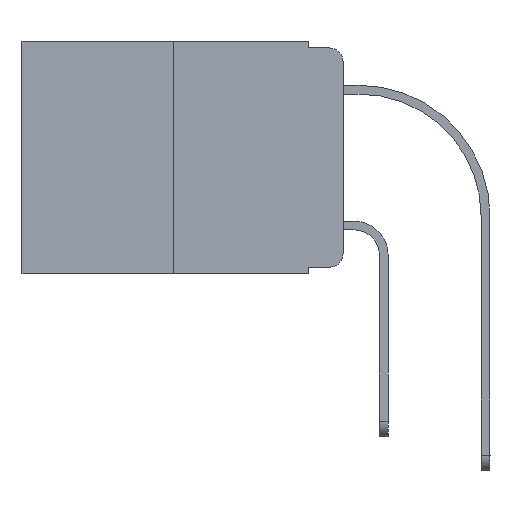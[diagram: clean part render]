
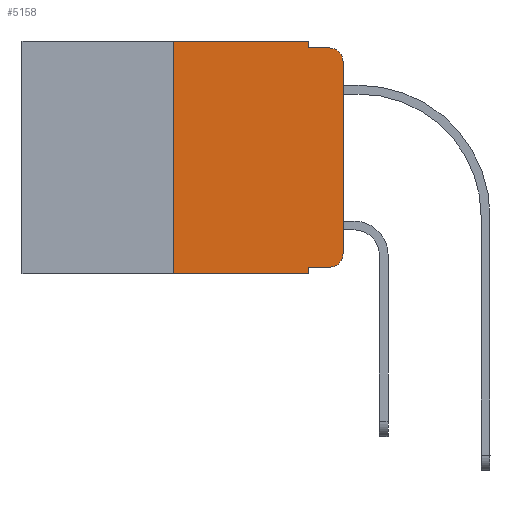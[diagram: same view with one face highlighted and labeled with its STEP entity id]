
A CAD part, left-side view. The second image highlights one B-rep face of the part: STEP entity #5158.
In plain terms, the highlighted planar face has unit normal (-1, 0, 0).
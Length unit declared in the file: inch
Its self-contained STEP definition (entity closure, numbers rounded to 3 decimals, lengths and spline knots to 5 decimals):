
#27 = ORIENTED_EDGE ( 'NONE', *, *, #1649, .T. ) ;
#147 = CARTESIAN_POINT ( 'NONE',  ( 0., 0.25, 0. ) ) ;
#336 = VERTEX_POINT ( 'NONE', #14627 ) ;
#392 = CARTESIAN_POINT ( 'NONE',  ( 0., 0., 0. ) ) ;
#560 = CARTESIAN_POINT ( 'NONE',  ( 0., 0.25, 0. ) ) ;
#610 = CARTESIAN_POINT ( 'NONE',  ( 0., 0.25, -0.343 ) ) ;
#996 = LINE ( 'NONE', #9641, #17496 ) ;
#1117 = VERTEX_POINT ( 'NONE', #16295 ) ;
#1257 = CARTESIAN_POINT ( 'NONE',  ( 0., 0.051, -0.01 ) ) ;
#1270 = DIRECTION ( 'NONE',  ( 0., 0., -1. ) ) ;
#1436 = CARTESIAN_POINT ( 'NONE',  ( 0., 0.473, -0.343 ) ) ;
#1506 = CARTESIAN_POINT ( 'NONE',  ( 0., 0.02, -0.333 ) ) ;
#1649 = EDGE_CURVE ( 'NONE', #14746, #4907, #11504, .T. ) ;
#1809 = DIRECTION ( 'NONE',  ( 0., 0., 1. ) ) ;
#2246 = DIRECTION ( 'NONE',  ( 0., -1., 0. ) ) ;
#2626 = CARTESIAN_POINT ( 'NONE',  ( 0., 0.473, 0. ) ) ;
#3181 = VERTEX_POINT ( 'NONE', #9963 ) ;
#3419 = VERTEX_POINT ( 'NONE', #14032 ) ;
#4427 = CARTESIAN_POINT ( 'NONE',  ( 0., 0.051, 0. ) ) ;
#4470 = ORIENTED_EDGE ( 'NONE', *, *, #16221, .T. ) ;
#4907 = VERTEX_POINT ( 'NONE', #16219 ) ;
#5001 = DIRECTION ( 'NONE',  ( 0., 0., -1. ) ) ;
#5093 = DIRECTION ( 'NONE',  ( -1., 0., 0. ) ) ;
#5158 = ADVANCED_FACE ( 'NONE', ( #11441 ), #15920, .F. ) ;
#6307 = VERTEX_POINT ( 'NONE', #147 ) ;
#6399 = DIRECTION ( 'NONE',  ( 0., 0., 1. ) ) ;
#6487 = VECTOR ( 'NONE', #8748, 39.37008 ) ;
#6657 = CARTESIAN_POINT ( 'NONE',  ( 0., 0.02, -0.01 ) ) ;
#6761 = VERTEX_POINT ( 'NONE', #1506 ) ;
#6855 = CARTESIAN_POINT ( 'NONE',  ( 0., 0.051, 0. ) ) ;
#7403 = VECTOR ( 'NONE', #1809, 39.37008 ) ;
#7613 = EDGE_LOOP ( 'NONE', ( #18559, #8887, #10954, #15103, #13648, #18633, #27, #9627, #4470, #18238 ) ) ;
#7639 = AXIS2_PLACEMENT_3D ( 'NONE', #2626, #17171, #1270 ) ;
#8038 = AXIS2_PLACEMENT_3D ( 'NONE', #12552, #5093, #5001 ) ;
#8737 = EDGE_CURVE ( 'NONE', #6307, #11822, #13635, .T. ) ;
#8748 = DIRECTION ( 'NONE',  ( 0., 0., -1. ) ) ;
#8887 = ORIENTED_EDGE ( 'NONE', *, *, #14461, .T. ) ;
#9627 = ORIENTED_EDGE ( 'NONE', *, *, #14811, .F. ) ;
#9641 = CARTESIAN_POINT ( 'NONE',  ( 0., 0.051, -0.333 ) ) ;
#9963 = CARTESIAN_POINT ( 'NONE',  ( 0., 0.051, -0.01 ) ) ;
#10272 = LINE ( 'NONE', #4427, #6487 ) ;
#10449 = VECTOR ( 'NONE', #17543, 39.37008 ) ;
#10639 = EDGE_CURVE ( 'NONE', #6761, #1117, #17804, .T. ) ;
#10826 = EDGE_CURVE ( 'NONE', #11822, #3181, #10272, .T. ) ;
#10954 = ORIENTED_EDGE ( 'NONE', *, *, #18177, .F. ) ;
#11183 = EDGE_CURVE ( 'NONE', #14746, #6307, #17037, .T. ) ;
#11441 = FACE_OUTER_BOUND ( 'NONE', #7613, .T. ) ;
#11504 = LINE ( 'NONE', #1436, #14980 ) ;
#11647 = DIRECTION ( 'NONE',  ( 0., 0., -1. ) ) ;
#11822 = VERTEX_POINT ( 'NONE', #17999 ) ;
#12157 = LINE ( 'NONE', #392, #7403 ) ;
#12552 = CARTESIAN_POINT ( 'NONE',  ( 0., 0.02, -0.313 ) ) ;
#12694 = DIRECTION ( 'NONE',  ( 0., 0., -1. ) ) ;
#12983 = LINE ( 'NONE', #6855, #14575 ) ;
#13091 = CARTESIAN_POINT ( 'NONE',  ( 0., 0.02, -0.03 ) ) ;
#13116 = DIRECTION ( 'NONE',  ( 0., -1., 0. ) ) ;
#13335 = AXIS2_PLACEMENT_3D ( 'NONE', #13091, #17214, #11647 ) ;
#13635 = LINE ( 'NONE', #15251, #15650 ) ;
#13648 = ORIENTED_EDGE ( 'NONE', *, *, #8737, .F. ) ;
#14032 = CARTESIAN_POINT ( 'NONE',  ( 0., 0., -0.03 ) ) ;
#14461 = EDGE_CURVE ( 'NONE', #3419, #17574, #15161, .T. ) ;
#14574 = LINE ( 'NONE', #1257, #10449 ) ;
#14575 = VECTOR ( 'NONE', #12694, 39.37008 ) ;
#14627 = CARTESIAN_POINT ( 'NONE',  ( 0., 0.051, -0.333 ) ) ;
#14746 = VERTEX_POINT ( 'NONE', #610 ) ;
#14811 = EDGE_CURVE ( 'NONE', #336, #4907, #12983, .T. ) ;
#14980 = VECTOR ( 'NONE', #13116, 39.37008 ) ;
#15103 = ORIENTED_EDGE ( 'NONE', *, *, #10826, .F. ) ;
#15161 = CIRCLE ( 'NONE', #13335, 0.02 ) ;
#15251 = CARTESIAN_POINT ( 'NONE',  ( 0., 0.473, 0. ) ) ;
#15463 = DIRECTION ( 'NONE',  ( 0., -1., 0. ) ) ;
#15650 = VECTOR ( 'NONE', #15463, 39.37008 ) ;
#15920 = PLANE ( 'NONE',  #7639 ) ;
#16219 = CARTESIAN_POINT ( 'NONE',  ( 0., 0.051, -0.343 ) ) ;
#16221 = EDGE_CURVE ( 'NONE', #336, #6761, #996, .T. ) ;
#16295 = CARTESIAN_POINT ( 'NONE',  ( 0., 0., -0.313 ) ) ;
#17037 = LINE ( 'NONE', #560, #17521 ) ;
#17171 = DIRECTION ( 'NONE',  ( 1., 0., 0. ) ) ;
#17214 = DIRECTION ( 'NONE',  ( -1., 0., 0. ) ) ;
#17496 = VECTOR ( 'NONE', #2246, 39.37008 ) ;
#17521 = VECTOR ( 'NONE', #6399, 39.37008 ) ;
#17543 = DIRECTION ( 'NONE',  ( 0., -1., 0. ) ) ;
#17574 = VERTEX_POINT ( 'NONE', #6657 ) ;
#17804 = CIRCLE ( 'NONE', #8038, 0.02 ) ;
#17999 = CARTESIAN_POINT ( 'NONE',  ( 0., 0.051, 0. ) ) ;
#18177 = EDGE_CURVE ( 'NONE', #3181, #17574, #14574, .T. ) ;
#18238 = ORIENTED_EDGE ( 'NONE', *, *, #10639, .T. ) ;
#18398 = EDGE_CURVE ( 'NONE', #1117, #3419, #12157, .T. ) ;
#18559 = ORIENTED_EDGE ( 'NONE', *, *, #18398, .T. ) ;
#18633 = ORIENTED_EDGE ( 'NONE', *, *, #11183, .F. ) ;
